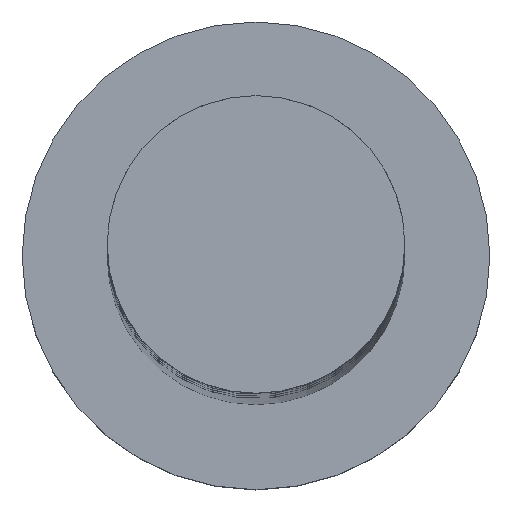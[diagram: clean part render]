
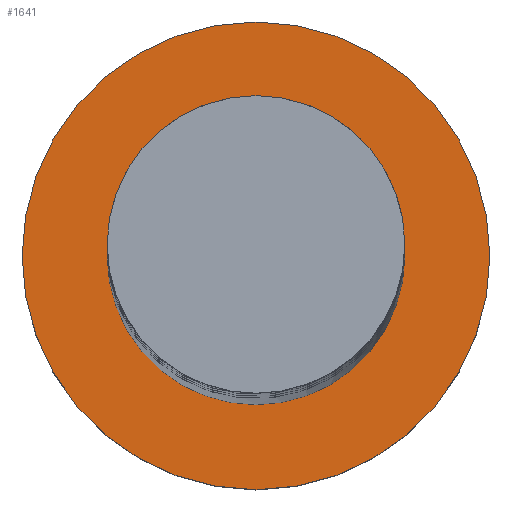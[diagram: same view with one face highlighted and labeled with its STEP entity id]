
A CAD part, top view. The second image highlights one B-rep face of the part: STEP entity #1641.
In plain terms, the highlighted planar face has unit normal (0, 0, 1).
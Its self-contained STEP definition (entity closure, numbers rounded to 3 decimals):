
#12 = ORIENTED_EDGE ( 'NONE', *, *, #1692, .F. ) ;
#17 = DIRECTION ( 'NONE',  ( 0., 0., 1. ) ) ;
#23 = ORIENTED_EDGE ( 'NONE', *, *, #1789, .T. ) ;
#33 = EDGE_CURVE ( 'NONE', #455, #869, #92, .T. ) ;
#65 = CIRCLE ( 'NONE', #1405, 11. ) ;
#92 = CIRCLE ( 'NONE', #994, 7. ) ;
#119 = DIRECTION ( 'NONE',  ( 1., 0., 0. ) ) ;
#173 = FACE_BOUND ( 'NONE', #1570, .T. ) ;
#223 = DIRECTION ( 'NONE',  ( 0., 0., 1. ) ) ;
#236 = VERTEX_POINT ( 'NONE', #253 ) ;
#253 = CARTESIAN_POINT ( 'NONE',  ( -11., 0., 7. ) ) ;
#268 = DIRECTION ( 'NONE',  ( 0., 0., 1. ) ) ;
#290 = CARTESIAN_POINT ( 'NONE',  ( 11., 0., 7. ) ) ;
#422 = VERTEX_POINT ( 'NONE', #290 ) ;
#455 = VERTEX_POINT ( 'NONE', #894 ) ;
#755 = PLANE ( 'NONE',  #1250 ) ;
#763 = DIRECTION ( 'NONE',  ( 1., 0., 0. ) ) ;
#766 = DIRECTION ( 'NONE',  ( 1., 0., 0. ) ) ;
#869 = VERTEX_POINT ( 'NONE', #1659 ) ;
#894 = CARTESIAN_POINT ( 'NONE',  ( -7., 0., 7. ) ) ;
#970 = CARTESIAN_POINT ( 'NONE',  ( 0., 0., 7. ) ) ;
#991 = AXIS2_PLACEMENT_3D ( 'NONE', #1272, #1835, #1431 ) ;
#994 = AXIS2_PLACEMENT_3D ( 'NONE', #1482, #1332, #763 ) ;
#1050 = FACE_OUTER_BOUND ( 'NONE', #1882, .T. ) ;
#1058 = ORIENTED_EDGE ( 'NONE', *, *, #33, .F. ) ;
#1115 = ORIENTED_EDGE ( 'NONE', *, *, #1237, .T. ) ;
#1237 = EDGE_CURVE ( 'NONE', #422, #236, #65, .T. ) ;
#1250 = AXIS2_PLACEMENT_3D ( 'NONE', #1790, #17, #766 ) ;
#1272 = CARTESIAN_POINT ( 'NONE',  ( 0., 0., 7. ) ) ;
#1290 = DIRECTION ( 'NONE',  ( 1., 0., 0. ) ) ;
#1332 = DIRECTION ( 'NONE',  ( 0., 0., 1. ) ) ;
#1405 = AXIS2_PLACEMENT_3D ( 'NONE', #970, #223, #1290 ) ;
#1431 = DIRECTION ( 'NONE',  ( 1., 0., 0. ) ) ;
#1482 = CARTESIAN_POINT ( 'NONE',  ( 0., 0., 7. ) ) ;
#1484 = CARTESIAN_POINT ( 'NONE',  ( 0., 0., 7. ) ) ;
#1570 = EDGE_LOOP ( 'NONE', ( #1058, #12 ) ) ;
#1577 = AXIS2_PLACEMENT_3D ( 'NONE', #1484, #268, #119 ) ;
#1641 = ADVANCED_FACE ( 'NONE', ( #173, #1050 ), #755, .T. ) ;
#1659 = CARTESIAN_POINT ( 'NONE',  ( 7., 0., 7. ) ) ;
#1692 = EDGE_CURVE ( 'NONE', #869, #455, #1734, .T. ) ;
#1734 = CIRCLE ( 'NONE', #1577, 7. ) ;
#1768 = CIRCLE ( 'NONE', #991, 11. ) ;
#1789 = EDGE_CURVE ( 'NONE', #236, #422, #1768, .T. ) ;
#1790 = CARTESIAN_POINT ( 'NONE',  ( 0., 0., 7. ) ) ;
#1835 = DIRECTION ( 'NONE',  ( 0., 0., 1. ) ) ;
#1882 = EDGE_LOOP ( 'NONE', ( #23, #1115 ) ) ;
